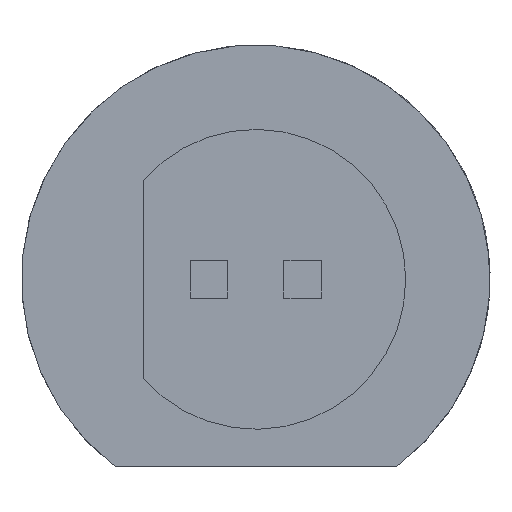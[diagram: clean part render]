
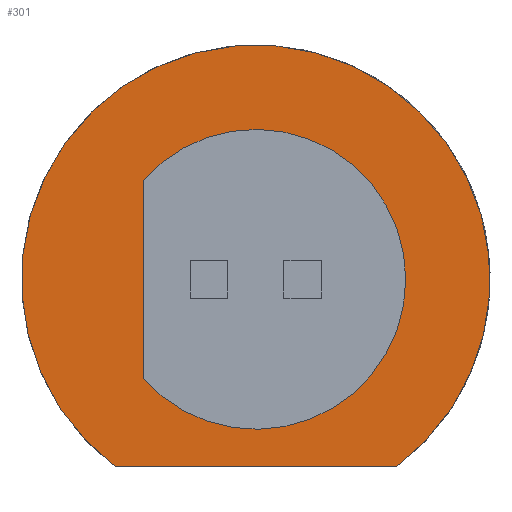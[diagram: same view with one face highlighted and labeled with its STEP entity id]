
A CAD part, left-side view. The second image highlights one B-rep face of the part: STEP entity #301.
In plain terms, the highlighted planar face has unit normal (-1, 0, 0).
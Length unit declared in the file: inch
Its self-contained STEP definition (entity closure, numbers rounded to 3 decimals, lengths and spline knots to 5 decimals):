
#7 = EDGE_LOOP ( 'NONE', ( #923, #407 ) ) ;
#22 = DIRECTION ( 'NONE',  ( 0., 0., 1. ) ) ;
#29 = FACE_BOUND ( 'NONE', #379, .T. ) ;
#34 = CARTESIAN_POINT ( 'NONE',  ( -0.275, 0., 0. ) ) ;
#63 = CARTESIAN_POINT ( 'NONE',  ( -0.275, 0., 0. ) ) ;
#97 = CARTESIAN_POINT ( 'NONE',  ( -0.275, 0.075, -0.1 ) ) ;
#101 = AXIS2_PLACEMENT_3D ( 'NONE', #34, #879, #771 ) ;
#102 = ORIENTED_EDGE ( 'NONE', *, *, #799, .F. ) ;
#124 = DIRECTION ( 'NONE',  ( -1., 0., 0. ) ) ;
#135 = DIRECTION ( 'NONE',  ( 0., 0., -1. ) ) ;
#189 = LINE ( 'NONE', #97, #901 ) ;
#211 = CARTESIAN_POINT ( 'NONE',  ( -0.275, 0., 0. ) ) ;
#227 = CARTESIAN_POINT ( 'NONE',  ( -0.275, 0.06, 0. ) ) ;
#242 = CARTESIAN_POINT ( 'NONE',  ( -0.275, 0.06, -0.05292 ) ) ;
#281 = CARTESIAN_POINT ( 'NONE',  ( -0.275, 0.06, 0.05292 ) ) ;
#283 = CIRCLE ( 'NONE', #869, 0.125 ) ;
#285 = EDGE_CURVE ( 'NONE', #728, #288, #283, .T. ) ;
#288 = VERTEX_POINT ( 'NONE', #334 ) ;
#301 = ADVANCED_FACE ( 'NONE', ( #29, #888 ), #605, .T. ) ;
#324 = LINE ( 'NONE', #227, #805 ) ;
#334 = CARTESIAN_POINT ( 'NONE',  ( -0.275, 0.075, -0.1 ) ) ;
#362 = VERTEX_POINT ( 'NONE', #281 ) ;
#363 = EDGE_CURVE ( 'NONE', #288, #728, #189, .T. ) ;
#379 = EDGE_LOOP ( 'NONE', ( #102, #550 ) ) ;
#396 = VERTEX_POINT ( 'NONE', #242 ) ;
#407 = ORIENTED_EDGE ( 'NONE', *, *, #363, .T. ) ;
#550 = ORIENTED_EDGE ( 'NONE', *, *, #802, .F. ) ;
#605 = PLANE ( 'NONE',  #835 ) ;
#655 = CARTESIAN_POINT ( 'NONE',  ( -0.275, -0.075, -0.1 ) ) ;
#728 = VERTEX_POINT ( 'NONE', #655 ) ;
#771 = DIRECTION ( 'NONE',  ( 0., 0., 1. ) ) ;
#799 = EDGE_CURVE ( 'NONE', #362, #396, #324, .T. ) ;
#802 = EDGE_CURVE ( 'NONE', #396, #362, #887, .T. ) ;
#805 = VECTOR ( 'NONE', #135, 39.37008 ) ;
#814 = DIRECTION ( 'NONE',  ( 0., 0., 1. ) ) ;
#835 = AXIS2_PLACEMENT_3D ( 'NONE', #211, #124, #22 ) ;
#869 = AXIS2_PLACEMENT_3D ( 'NONE', #63, #913, #814 ) ;
#879 = DIRECTION ( 'NONE',  ( -1., 0., 0. ) ) ;
#887 = CIRCLE ( 'NONE', #101, 0.08 ) ;
#888 = FACE_OUTER_BOUND ( 'NONE', #7, .T. ) ;
#901 = VECTOR ( 'NONE', #936, 39.37008 ) ;
#913 = DIRECTION ( 'NONE',  ( -1., 0., 0. ) ) ;
#923 = ORIENTED_EDGE ( 'NONE', *, *, #285, .T. ) ;
#936 = DIRECTION ( 'NONE',  ( 0., -1., 0. ) ) ;
